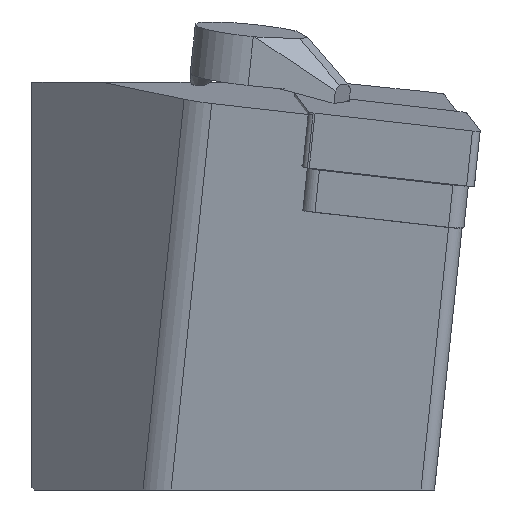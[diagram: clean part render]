
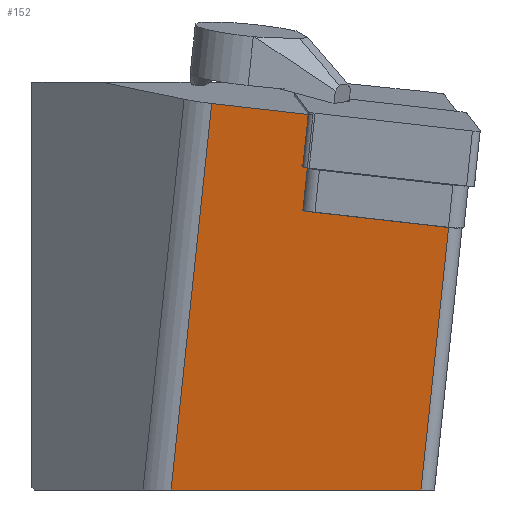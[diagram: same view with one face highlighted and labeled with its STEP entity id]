
A CAD part, left-side view. The second image highlights one B-rep face of the part: STEP entity #152.
In plain terms, the highlighted planar face has unit normal (-0.992, 0.087, -0.096).
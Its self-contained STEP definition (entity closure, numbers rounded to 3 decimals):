
#82=FACE_OUTER_BOUND('',#276,.T.);
#152=ADVANCED_FACE('',(#82),#221,.F.);
#221=PLANE('',#1273);
#276=EDGE_LOOP('',(#413,#414,#415,#416,#417,#418,#419));
#413=ORIENTED_EDGE('',*,*,#840,.F.);
#414=ORIENTED_EDGE('',*,*,#862,.T.);
#415=ORIENTED_EDGE('',*,*,#832,.F.);
#416=ORIENTED_EDGE('',*,*,#863,.T.);
#417=ORIENTED_EDGE('',*,*,#864,.F.);
#418=ORIENTED_EDGE('',*,*,#859,.T.);
#419=ORIENTED_EDGE('',*,*,#865,.F.);
#715=VERTEX_POINT('',#1703);
#724=VERTEX_POINT('',#1720);
#731=VERTEX_POINT('',#1736);
#732=VERTEX_POINT('',#1738);
#745=VERTEX_POINT('',#1775);
#747=VERTEX_POINT('',#1778);
#749=VERTEX_POINT('',#1785);
#832=EDGE_CURVE('',#724,#715,#1004,.T.);
#840=EDGE_CURVE('',#732,#731,#1008,.T.);
#859=EDGE_CURVE('',#747,#745,#1025,.T.);
#862=EDGE_CURVE('',#732,#715,#1027,.T.);
#863=EDGE_CURVE('',#724,#749,#1028,.T.);
#864=EDGE_CURVE('',#747,#749,#1029,.T.);
#865=EDGE_CURVE('',#731,#745,#1030,.T.);
#1004=LINE('',#1721,#1134);
#1008=LINE('',#1739,#1138);
#1025=LINE('',#1777,#1155);
#1027=LINE('',#1783,#1157);
#1028=LINE('',#1784,#1158);
#1029=LINE('',#1786,#1159);
#1030=LINE('',#1787,#1160);
#1134=VECTOR('',#1373,1.);
#1138=VECTOR('',#1389,1.);
#1155=VECTOR('',#1420,1.);
#1157=VECTOR('',#1426,1.);
#1158=VECTOR('',#1427,1.);
#1159=VECTOR('',#1428,1.);
#1160=VECTOR('',#1429,1.);
#1273=AXIS2_PLACEMENT_3D('',#1788,#1430,#1431);
#1373=DIRECTION('',(-0.076,-0.991,-0.112));
#1389=DIRECTION('',(-0.076,-0.991,-0.112));
#1420=DIRECTION('',(-0.105,-0.104,0.989));
#1426=DIRECTION('',(-0.105,-0.104,0.989));
#1427=DIRECTION('',(0.105,0.104,-0.989));
#1428=DIRECTION('',(0.087,0.996,0.));
#1429=DIRECTION('',(-0.076,-0.991,-0.112));
#1430=DIRECTION('',(0.992,-0.087,0.096));
#1431=DIRECTION('',(0.096,0.,-0.995));
#1703=CARTESIAN_POINT('',(2.117,-31.348,1.827));
#1720=CARTESIAN_POINT('',(2.982,-20.062,3.104));
#1721=CARTESIAN_POINT('',(0.872,-47.603,-0.013));
#1736=CARTESIAN_POINT('',(3.202,-30.821,-8.933));
#1738=CARTESIAN_POINT('',(3.247,-30.224,-8.865));
#1739=CARTESIAN_POINT('',(2.002,-46.479,-10.705));
#1775=CARTESIAN_POINT('',(2.002,-46.479,-10.705));
#1777=CARTESIAN_POINT('',(6.59,-41.916,-54.116));
#1778=CARTESIAN_POINT('',(5.098,-43.4,-40.));
#1783=CARTESIAN_POINT('',(1.679,-31.783,5.971));
#1784=CARTESIAN_POINT('',(8.699,-14.375,-50.998));
#1785=CARTESIAN_POINT('',(7.537,-15.531,-40.));
#1786=CARTESIAN_POINT('',(5.239,-41.798,-40.));
#1787=CARTESIAN_POINT('',(2.002,-46.479,-10.705));
#1788=CARTESIAN_POINT('',(6.59,-41.916,-54.116));
